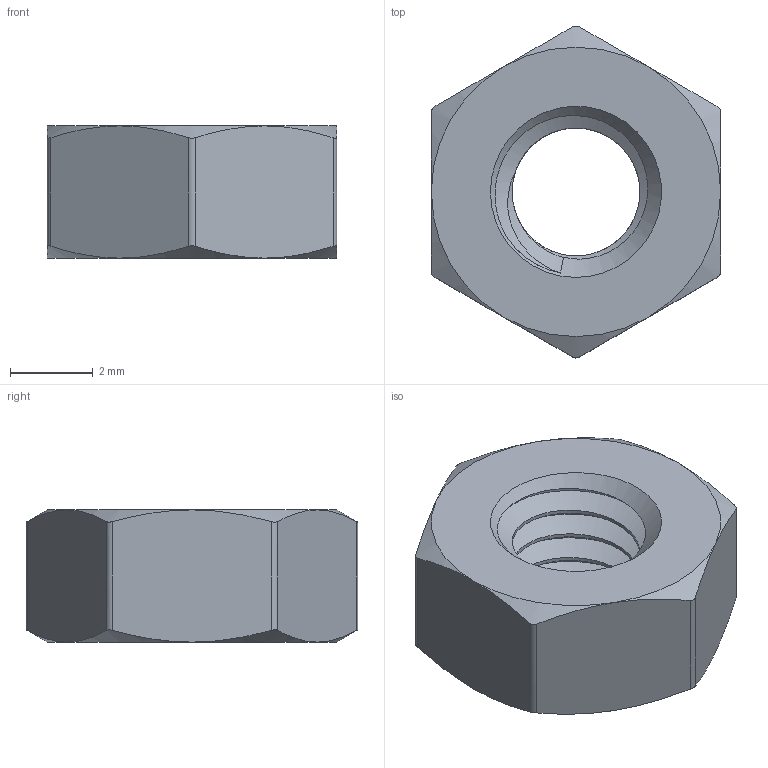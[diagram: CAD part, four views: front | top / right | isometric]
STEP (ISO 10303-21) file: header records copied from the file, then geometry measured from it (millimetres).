
FILE_DESCRIPTION(/* description */ (''),/* implementation_level */ '2;1');
FILE_NAME(/* name */ '91828A231_18-8 Stainless Steel Hex Nut_ipt_9018a7e2.STEP',/* time_stamp */ '2024-05-28T15:40:46+01:00',/* author */ ('rlndo'),/* organization */ (''),/* preprocessor_version */ 'ST-DEVELOPER v16.13',/* originating_system */ 'Autodesk Inventor 2018',/* authorisation */ '');
FILE_SCHEMA (('AUTOMOTIVE_DESIGN { 1 0 10303 214 3 1 1 }'));
Length unit declared in the file: millimetre
Products named in the file (1): 91828A231_18-8 Stainless Steel Hex Nut
Bounding box: 7 x 8.03 x 3.2 mm (x, y, z)
Volume: 101.9 mm3; surface area: 192.5 mm2
Topology: 1 solids, 1 shells, 33 faces, 81 edges, 50 vertices
Faces by surface type: cone 15, cylinder 8, plane 8, bspline 2
Entity records: 1828 total; most frequent: CARTESIAN_POINT 1119, ORIENTED_EDGE 148, DIRECTION 134, EDGE_CURVE 74, AXIS2_PLACEMENT_3D 61, VERTEX_POINT 46, EDGE_LOOP 36, FACE_OUTER_BOUND 32
